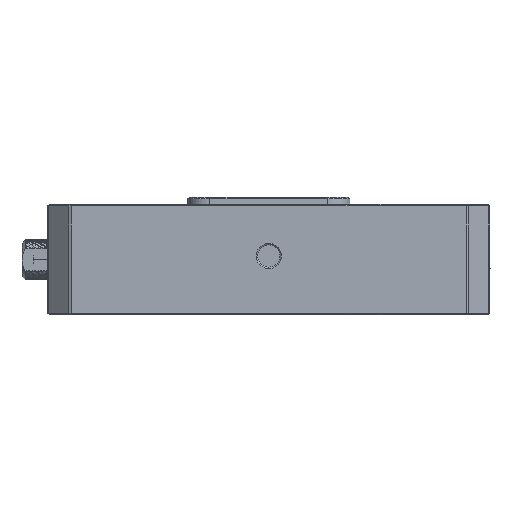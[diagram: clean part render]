
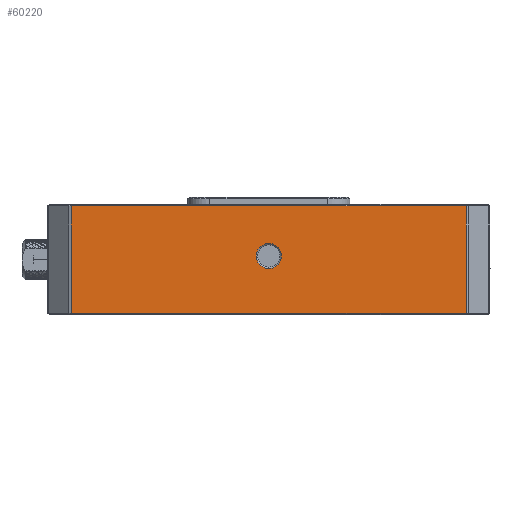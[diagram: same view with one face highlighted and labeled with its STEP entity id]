
A CAD part, left-side view. The second image highlights one B-rep face of the part: STEP entity #60220.
In plain terms, the highlighted planar face has unit normal (-1, 0, 0).
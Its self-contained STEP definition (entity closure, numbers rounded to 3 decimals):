
#409 = EDGE_CURVE ( 'NONE', #68426, #10953, #38762, .T. ) ;
#1773 = CARTESIAN_POINT ( 'NONE',  ( -50., 0., 8. ) ) ;
#3240 = DIRECTION ( 'NONE',  ( 1., 0., 0. ) ) ;
#4258 = CARTESIAN_POINT ( 'NONE',  ( -50., 0., 9.7 ) ) ;
#5838 = DIRECTION ( 'NONE',  ( 0., 0., 1. ) ) ;
#7109 = ORIENTED_EDGE ( 'NONE', *, *, #44517, .T. ) ;
#8134 = DIRECTION ( 'NONE',  ( 0., 0., -1. ) ) ;
#8498 = FACE_OUTER_BOUND ( 'NONE', #60919, .T. ) ;
#10953 = VERTEX_POINT ( 'NONE', #4258 ) ;
#11381 = LINE ( 'NONE', #36824, #59704 ) ;
#14224 = CARTESIAN_POINT ( 'NONE',  ( -50., 26.8, 14.8 ) ) ;
#15019 = VECTOR ( 'NONE', #36434, 1000. ) ;
#15503 = VECTOR ( 'NONE', #5838, 1000. ) ;
#17050 = DIRECTION ( 'NONE',  ( 0., 0., -1. ) ) ;
#21142 = CARTESIAN_POINT ( 'NONE',  ( -50., -26.8, 0.2 ) ) ;
#22009 = DIRECTION ( 'NONE',  ( 0., 0., -1. ) ) ;
#23697 = ORIENTED_EDGE ( 'NONE', *, *, #33494, .T. ) ;
#23737 = CARTESIAN_POINT ( 'NONE',  ( -50., -27., 0.2 ) ) ;
#27354 = FACE_BOUND ( 'NONE', #56027, .T. ) ;
#28363 = CARTESIAN_POINT ( 'NONE',  ( -50., 26.8, 0. ) ) ;
#29232 = CARTESIAN_POINT ( 'NONE',  ( -50., -30., 16. ) ) ;
#29517 = PLANE ( 'NONE',  #36341 ) ;
#31118 = VERTEX_POINT ( 'NONE', #21142 ) ;
#31853 = LINE ( 'NONE', #23737, #15019 ) ;
#33494 = EDGE_CURVE ( 'NONE', #64362, #31118, #31853, .T. ) ;
#35171 = AXIS2_PLACEMENT_3D ( 'NONE', #1773, #45983, #8134 ) ;
#36341 = AXIS2_PLACEMENT_3D ( 'NONE', #29232, #54818, #17050 ) ;
#36434 = DIRECTION ( 'NONE',  ( 0., -1., 0. ) ) ;
#36824 = CARTESIAN_POINT ( 'NONE',  ( -50., 27., 14.8 ) ) ;
#38762 = CIRCLE ( 'NONE', #78026, 1.7 ) ;
#39118 = EDGE_CURVE ( 'NONE', #10953, #68426, #81676, .T. ) ;
#41149 = CARTESIAN_POINT ( 'NONE',  ( -50., 0., 8. ) ) ;
#43071 = EDGE_CURVE ( 'NONE', #31118, #63332, #80633, .T. ) ;
#43137 = DIRECTION ( 'NONE',  ( 0., 1., 0. ) ) ;
#43711 = CARTESIAN_POINT ( 'NONE',  ( -50., -26.8, 15. ) ) ;
#43917 = EDGE_CURVE ( 'NONE', #80431, #64362, #76602, .T. ) ;
#44517 = EDGE_CURVE ( 'NONE', #63332, #80431, #11381, .T. ) ;
#45983 = DIRECTION ( 'NONE',  ( 1., 0., 0. ) ) ;
#47138 = ORIENTED_EDGE ( 'NONE', *, *, #409, .T. ) ;
#47452 = DIRECTION ( 'NONE',  ( 0., 0., -1. ) ) ;
#48223 = CARTESIAN_POINT ( 'NONE',  ( -50., 26.8, 0.2 ) ) ;
#48814 = ORIENTED_EDGE ( 'NONE', *, *, #39118, .T. ) ;
#54818 = DIRECTION ( 'NONE',  ( 1., 0., 0. ) ) ;
#56027 = EDGE_LOOP ( 'NONE', ( #48814, #47138 ) ) ;
#59704 = VECTOR ( 'NONE', #43137, 1000. ) ;
#60220 = ADVANCED_FACE ( 'NONE', ( #27354, #8498 ), #29517, .F. ) ;
#60919 = EDGE_LOOP ( 'NONE', ( #73590, #7109, #78449, #23697 ) ) ;
#63332 = VERTEX_POINT ( 'NONE', #74382 ) ;
#64362 = VERTEX_POINT ( 'NONE', #48223 ) ;
#68426 = VERTEX_POINT ( 'NONE', #75132 ) ;
#72622 = VECTOR ( 'NONE', #22009, 1000. ) ;
#73590 = ORIENTED_EDGE ( 'NONE', *, *, #43071, .T. ) ;
#74382 = CARTESIAN_POINT ( 'NONE',  ( -50., -26.8, 14.8 ) ) ;
#75132 = CARTESIAN_POINT ( 'NONE',  ( -50., 0., 6.3 ) ) ;
#76602 = LINE ( 'NONE', #28363, #72622 ) ;
#78026 = AXIS2_PLACEMENT_3D ( 'NONE', #41149, #3240, #47452 ) ;
#78449 = ORIENTED_EDGE ( 'NONE', *, *, #43917, .T. ) ;
#80431 = VERTEX_POINT ( 'NONE', #14224 ) ;
#80633 = LINE ( 'NONE', #43711, #15503 ) ;
#81676 = CIRCLE ( 'NONE', #35171, 1.7 ) ;
